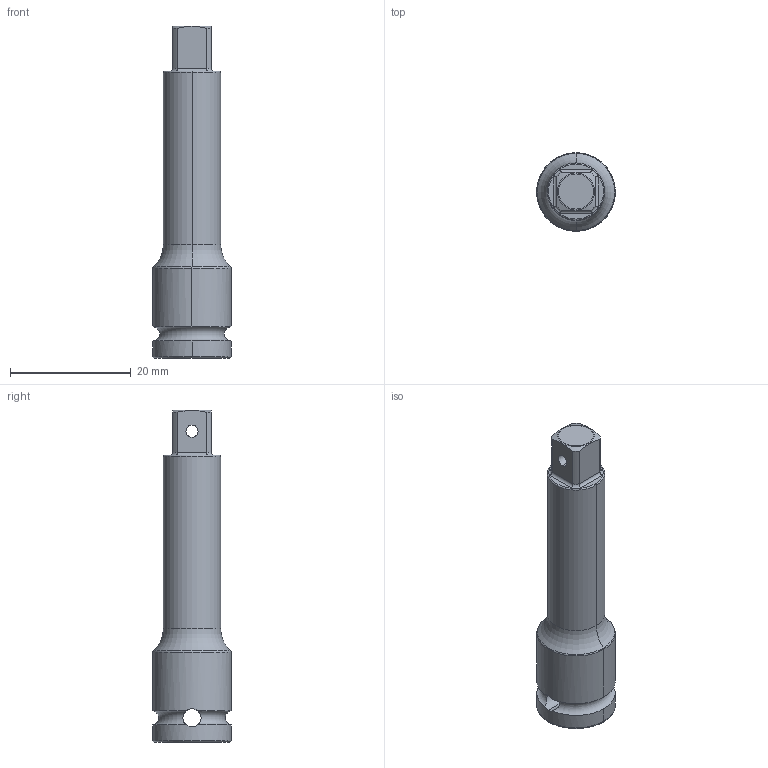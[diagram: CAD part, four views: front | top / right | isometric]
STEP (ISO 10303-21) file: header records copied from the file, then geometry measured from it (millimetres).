
FILE_DESCRIPTION((''),'2;1');
FILE_NAME('4027113410','2023-08-22T11:56:14',('A00565553'),(''),'CREO PARAMETRIC BY PTC INC, 2022414','CREO PARAMETRIC BY PTC INC, 2022414','');
FILE_SCHEMA(('CONFIG_CONTROL_DESIGN','GEOMETRIC_VALIDATION_PROPERTIES_MIM'));
Length unit declared in the file: millimetre
Products named in the file (1): 4027113410
Bounding box: 13 x 13 x 55 mm (x, y, z)
Volume: 4178.6 mm3; surface area: 2270.5 mm2
Topology: 1 solids, 1 shells, 76 faces, 209 edges, 126 vertices
Faces by surface type: cylinder 29, plane 17, torus 16, cone 14
Entity records: 3305 total; most frequent: CARTESIAN_POINT 735, ORIENTED_EDGE 402, DIRECTION 372, PRESENTATION_STYLE_ASSIGNMENT 202, STYLED_ITEM 202, CURVE_STYLE 201, EDGE_CURVE 201, AXIS2_PLACEMENT_3D 152
